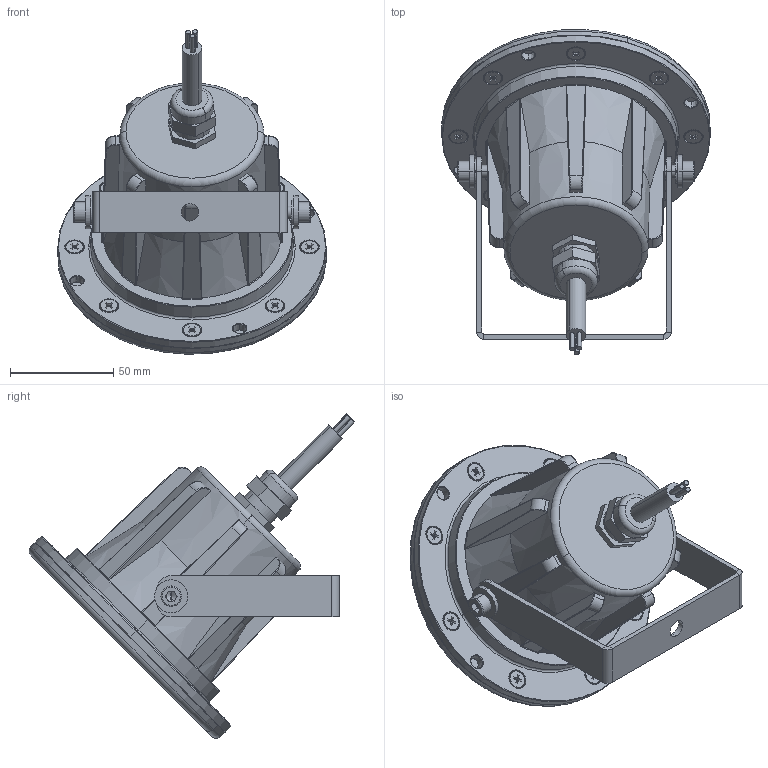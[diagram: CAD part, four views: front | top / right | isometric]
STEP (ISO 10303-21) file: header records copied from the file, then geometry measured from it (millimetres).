
FILE_DESCRIPTION (( 'STEP AP214' ), '1' );
FILE_NAME ('nFlood-Medium.STEP', '2023-03-28T20:45:42', ( '' ), ( '' ), 'SwSTEP 2.0', 'SolidWorks 2017', '' );
FILE_SCHEMA (( 'AUTOMOTIVE_DESIGN' ));
Length unit declared in the file: millimetre
Products named in the file (1): nFlood-Medium
Bounding box: 130.48 x 158.02 x 157.51 mm (x, y, z)
Volume: 331793.5 mm3; surface area: 123214.9 mm2
Topology: 27 solids, 27 shells, 890 faces, 2052 edges, 1226 vertices
Faces by surface type: plane 309, cylinder 251, cone 240, bspline 46, torus 42, sphere 2
Entity records: 36026 total; most frequent: CARTESIAN_POINT 6060, DIRECTION 4305, ORIENTED_EDGE 4012, EDGE_CURVE 2006, AXIS2_PLACEMENT_3D 1700, VERTEX_POINT 1226, EDGE_LOOP 1000, UNCERTAINTY_MEASURE_WITH_UNIT 919
